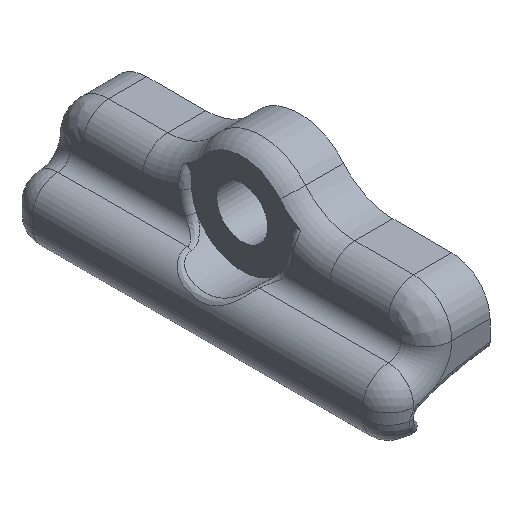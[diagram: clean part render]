
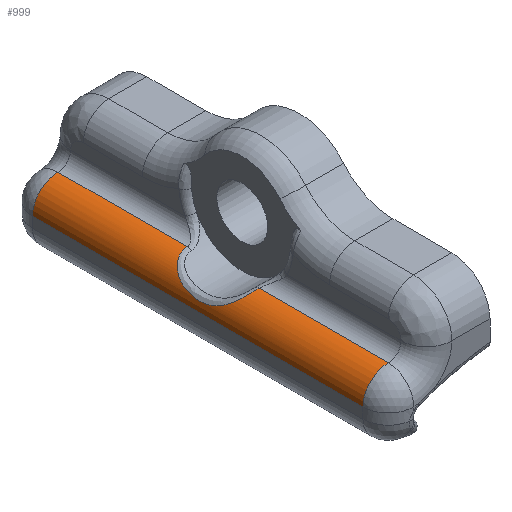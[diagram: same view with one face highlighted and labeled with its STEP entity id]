
A CAD part, isometric view. The second image highlights one B-rep face of the part: STEP entity #999.
In plain terms, the highlighted cylindrical face has radius 2 mm (diameter 4 mm), a partial arc.
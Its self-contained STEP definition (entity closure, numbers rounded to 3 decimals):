
#46=LINE('',#2340,#81);
#51=LINE('',#2381,#86);
#52=LINE('',#2383,#87);
#81=VECTOR('',#1375,10.);
#86=VECTOR('',#1410,10.);
#87=VECTOR('',#1413,10.);
#121=CYLINDRICAL_SURFACE('',#1133,2.);
#132=B_SPLINE_CURVE_WITH_KNOTS('',3,(#1565,#1566,#1567,#1568,#1569,#1570,
#1571,#1572,#1573,#1574,#1575,#1576),.UNSPECIFIED.,.F.,.F.,(4,1,1,1,1,1,
1,1,1,4),(-0.742,-0.689,-0.636,-0.53,
-0.424,-0.318,-0.212,-0.106,
-0.053,0.),.UNSPECIFIED.);
#233=FACE_OUTER_BOUND('',#302,.T.);
#302=EDGE_LOOP('',(#870,#871,#872,#873,#874,#875));
#393=CIRCLE('',#1129,2.);
#394=CIRCLE('',#1131,2.);
#400=VERTEX_POINT('',#1488);
#402=VERTEX_POINT('',#1563);
#452=VERTEX_POINT('',#2252);
#457=VERTEX_POINT('',#2268);
#462=VERTEX_POINT('',#2290);
#464=VERTEX_POINT('',#2297);
#489=EDGE_CURVE('',#402,#400,#132,.T.);
#608=EDGE_CURVE('',#464,#400,#46,.T.);
#619=EDGE_CURVE('',#457,#452,#393,.T.);
#620=EDGE_CURVE('',#464,#462,#394,.T.);
#621=EDGE_CURVE('',#402,#452,#51,.T.);
#622=EDGE_CURVE('',#457,#462,#52,.T.);
#870=ORIENTED_EDGE('',*,*,#489,.F.);
#871=ORIENTED_EDGE('',*,*,#621,.T.);
#872=ORIENTED_EDGE('',*,*,#619,.F.);
#873=ORIENTED_EDGE('',*,*,#622,.T.);
#874=ORIENTED_EDGE('',*,*,#620,.F.);
#875=ORIENTED_EDGE('',*,*,#608,.T.);
#999=ADVANCED_FACE('',(#233),#121,.T.);
#1129=AXIS2_PLACEMENT_3D('',#2377,#1402,#1403);
#1131=AXIS2_PLACEMENT_3D('',#2379,#1406,#1407);
#1133=AXIS2_PLACEMENT_3D('',#2382,#1411,#1412);
#1375=DIRECTION('',(0.,1.,0.));
#1402=DIRECTION('center_axis',(0.,1.,0.));
#1403=DIRECTION('ref_axis',(-0.707,0.,0.707));
#1406=DIRECTION('center_axis',(0.,-1.,0.));
#1407=DIRECTION('ref_axis',(-0.707,0.,0.707));
#1410=DIRECTION('',(0.,1.,0.));
#1411=DIRECTION('center_axis',(0.,1.,0.));
#1412=DIRECTION('ref_axis',(-0.707,0.,0.707));
#1413=DIRECTION('',(0.,-1.,0.));
#1488=CARTESIAN_POINT('',(-8.,12.172,21.));
#1563=CARTESIAN_POINT('',(-8.,17.828,21.));
#1565=CARTESIAN_POINT('Ctrl Pts',(-8.,17.828,21.));
#1566=CARTESIAN_POINT('Ctrl Pts',(-8.236,17.828,21.));
#1567=CARTESIAN_POINT('Ctrl Pts',(-8.704,17.749,20.912));
#1568=CARTESIAN_POINT('Ctrl Pts',(-9.39,17.336,20.511));
#1569=CARTESIAN_POINT('Ctrl Pts',(-9.766,16.568,19.981));
#1570=CARTESIAN_POINT('Ctrl Pts',(-9.89,15.535,19.652));
#1571=CARTESIAN_POINT('Ctrl Pts',(-9.891,14.465,19.653));
#1572=CARTESIAN_POINT('Ctrl Pts',(-9.766,13.431,19.983));
#1573=CARTESIAN_POINT('Ctrl Pts',(-9.389,12.665,20.51));
#1574=CARTESIAN_POINT('Ctrl Pts',(-8.704,12.251,20.912));
#1575=CARTESIAN_POINT('Ctrl Pts',(-8.236,12.172,21.));
#1576=CARTESIAN_POINT('Ctrl Pts',(-8.,12.172,21.));
#2252=CARTESIAN_POINT('',(-8.,28.,21.));
#2268=CARTESIAN_POINT('',(-10.,28.,19.));
#2290=CARTESIAN_POINT('',(-10.,2.,19.));
#2297=CARTESIAN_POINT('',(-8.,2.,21.));
#2340=CARTESIAN_POINT('',(-8.,0.,21.));
#2377=CARTESIAN_POINT('Origin',(-8.,28.,19.));
#2379=CARTESIAN_POINT('Origin',(-8.,2.,19.));
#2381=CARTESIAN_POINT('',(-8.,0.,21.));
#2382=CARTESIAN_POINT('Origin',(-8.,0.,19.));
#2383=CARTESIAN_POINT('',(-10.,0.,19.));
